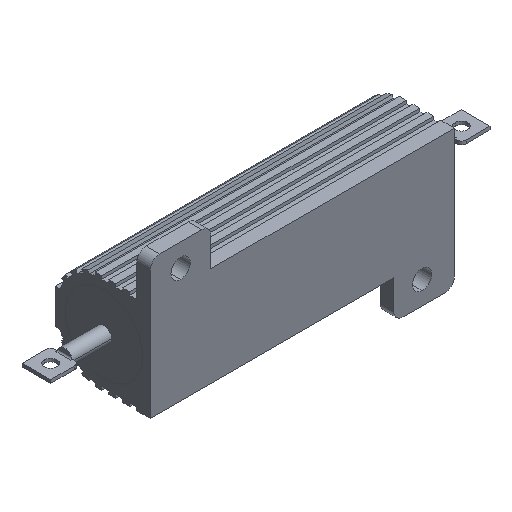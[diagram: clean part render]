
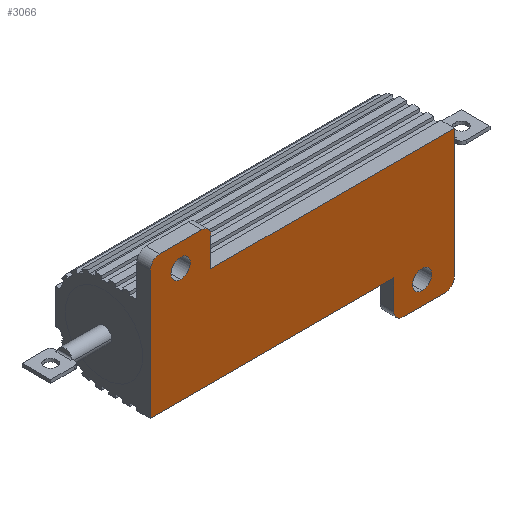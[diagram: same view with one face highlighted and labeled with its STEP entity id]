
A CAD part, isometric view. The second image highlights one B-rep face of the part: STEP entity #3066.
In plain terms, the highlighted planar face has unit normal (0, -1, 0).
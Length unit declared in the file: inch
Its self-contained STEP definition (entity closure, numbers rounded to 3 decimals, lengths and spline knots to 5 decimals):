
#61 = ORIENTED_EDGE ( 'NONE', *, *, #1049, .T. ) ;
#81 = AXIS2_PLACEMENT_3D ( 'NONE', #2912, #2164, #2864 ) ;
#195 = DIRECTION ( 'NONE',  ( 0., 1., 0. ) ) ;
#222 = CARTESIAN_POINT ( 'NONE',  ( 0.3215, 0., 1.576 ) ) ;
#279 = CARTESIAN_POINT ( 'NONE',  ( 0.422, 0., 1.772 ) ) ;
#282 = CARTESIAN_POINT ( 'NONE',  ( -0.3215, 0., 0.392 ) ) ;
#287 = AXIS2_PLACEMENT_3D ( 'NONE', #1649, #2008, #4423 ) ;
#393 = CARTESIAN_POINT ( 'NONE',  ( 0.57, 0., 1.908 ) ) ;
#406 = VERTEX_POINT ( 'NONE', #1876 ) ;
#498 = CARTESIAN_POINT ( 'NONE',  ( -0.422, 0., 0.209 ) ) ;
#505 = VECTOR ( 'NONE', #4360, 39.37008 ) ;
#540 = DIRECTION ( 'NONE',  ( 0., -1., 0. ) ) ;
#547 = CARTESIAN_POINT ( 'NONE',  ( 0.3215, 0., 1.576 ) ) ;
#574 = VECTOR ( 'NONE', #4375, 39.37008 ) ;
#649 = CIRCLE ( 'NONE', #2495, 0.0625 ) ;
#677 = CARTESIAN_POINT ( 'NONE',  ( 0.3215, 0., 0. ) ) ;
#707 = DIRECTION ( 'NONE',  ( 0., 1., 0. ) ) ;
#734 = VERTEX_POINT ( 'NONE', #1636 ) ;
#746 = CARTESIAN_POINT ( 'NONE',  ( -0.57, 0., 1.968 ) ) ;
#755 = ORIENTED_EDGE ( 'NONE', *, *, #3765, .F. ) ;
#770 = CIRCLE ( 'NONE', #1669, 0.06 ) ;
#771 = DIRECTION ( 'NONE',  ( 0., 0., 1. ) ) ;
#779 = FACE_BOUND ( 'NONE', #2346, .T. ) ;
#803 = EDGE_CURVE ( 'NONE', #1241, #2944, #2379, .T. ) ;
#814 = VERTEX_POINT ( 'NONE', #3406 ) ;
#855 = ORIENTED_EDGE ( 'NONE', *, *, #1745, .T. ) ;
#862 = CARTESIAN_POINT ( 'NONE',  ( -0.51, 0., 0. ) ) ;
#879 = DIRECTION ( 'NONE',  ( -1., 0., 0. ) ) ;
#966 = EDGE_CURVE ( 'NONE', #3401, #2567, #770, .T. ) ;
#1007 = ORIENTED_EDGE ( 'NONE', *, *, #4387, .T. ) ;
#1011 = VERTEX_POINT ( 'NONE', #2573 ) ;
#1029 = VERTEX_POINT ( 'NONE', #547 ) ;
#1040 = CIRCLE ( 'NONE', #3732, 0.06 ) ;
#1049 = EDGE_CURVE ( 'NONE', #2582, #1129, #649, .T. ) ;
#1062 = CARTESIAN_POINT ( 'NONE',  ( 0.3215, 0., 1.576 ) ) ;
#1066 = CARTESIAN_POINT ( 'NONE',  ( -0.57, 0., 0.06 ) ) ;
#1082 = CARTESIAN_POINT ( 'NONE',  ( -0.3595, 0., 0.209 ) ) ;
#1098 = LINE ( 'NONE', #222, #505 ) ;
#1105 = VERTEX_POINT ( 'NONE', #1082 ) ;
#1129 = VERTEX_POINT ( 'NONE', #1437 ) ;
#1220 = VERTEX_POINT ( 'NONE', #1391 ) ;
#1241 = VERTEX_POINT ( 'NONE', #393 ) ;
#1340 = DIRECTION ( 'NONE',  ( 1., 0., 0. ) ) ;
#1369 = CIRCLE ( 'NONE', #81, 0.0625 ) ;
#1391 = CARTESIAN_POINT ( 'NONE',  ( -0.57, 0., 0.332 ) ) ;
#1397 = EDGE_CURVE ( 'NONE', #406, #2944, #3015, .T. ) ;
#1400 = DIRECTION ( 'NONE',  ( 0., 0., -1. ) ) ;
#1410 = CARTESIAN_POINT ( 'NONE',  ( -0.57, 0., 0. ) ) ;
#1437 = CARTESIAN_POINT ( 'NONE',  ( 0.4845, 0., 1.772 ) ) ;
#1509 = ORIENTED_EDGE ( 'NONE', *, *, #4154, .T. ) ;
#1521 = CARTESIAN_POINT ( 'NONE',  ( -0.51, 0., 0.392 ) ) ;
#1530 = AXIS2_PLACEMENT_3D ( 'NONE', #498, #195, #879 ) ;
#1558 = CARTESIAN_POINT ( 'NONE',  ( -0.51, 0., 0.06 ) ) ;
#1614 = CIRCLE ( 'NONE', #1530, 0.0625 ) ;
#1636 = CARTESIAN_POINT ( 'NONE',  ( -0.3215, 0., 0.392 ) ) ;
#1649 = CARTESIAN_POINT ( 'NONE',  ( 0.51, 0., 1.908 ) ) ;
#1669 = AXIS2_PLACEMENT_3D ( 'NONE', #1558, #540, #2949 ) ;
#1676 = DIRECTION ( 'NONE',  ( 0., -1., 0. ) ) ;
#1703 = ORIENTED_EDGE ( 'NONE', *, *, #2874, .T. ) ;
#1722 = EDGE_CURVE ( 'NONE', #1029, #2287, #1098, .T. ) ;
#1745 = EDGE_CURVE ( 'NONE', #1220, #3401, #2160, .T. ) ;
#1781 = FACE_OUTER_BOUND ( 'NONE', #3660, .T. ) ;
#1804 = CARTESIAN_POINT ( 'NONE',  ( 0.51, 0., 1.576 ) ) ;
#1826 = VECTOR ( 'NONE', #1340, 39.37008 ) ;
#1876 = CARTESIAN_POINT ( 'NONE',  ( -0.3215, 0., 1.968 ) ) ;
#1973 = DIRECTION ( 'NONE',  ( -1., 0., 0. ) ) ;
#2001 = CARTESIAN_POINT ( 'NONE',  ( -0.57, 0., 1.968 ) ) ;
#2002 = CARTESIAN_POINT ( 'NONE',  ( -0.3215, 0., 0.392 ) ) ;
#2005 = EDGE_CURVE ( 'NONE', #2287, #1011, #1040, .T. ) ;
#2008 = DIRECTION ( 'NONE',  ( 0., -1., 0. ) ) ;
#2020 = CARTESIAN_POINT ( 'NONE',  ( 0.51, 0., 1.636 ) ) ;
#2022 = DIRECTION ( 'NONE',  ( 0., 0., 1. ) ) ;
#2076 = CARTESIAN_POINT ( 'NONE',  ( -0.57, 0., 1.968 ) ) ;
#2160 = LINE ( 'NONE', #746, #3304 ) ;
#2164 = DIRECTION ( 'NONE',  ( 0., 1., 0. ) ) ;
#2221 = CARTESIAN_POINT ( 'NONE',  ( 0.3595, 0., 1.772 ) ) ;
#2224 = LINE ( 'NONE', #3687, #2443 ) ;
#2242 = ORIENTED_EDGE ( 'NONE', *, *, #2662, .T. ) ;
#2287 = VERTEX_POINT ( 'NONE', #1804 ) ;
#2343 = VECTOR ( 'NONE', #1400, 39.37008 ) ;
#2346 = EDGE_LOOP ( 'NONE', ( #2242, #2578 ) ) ;
#2365 = DIRECTION ( 'NONE',  ( 0., 0., 1. ) ) ;
#2375 = AXIS2_PLACEMENT_3D ( 'NONE', #279, #3022, #1973 ) ;
#2379 = CIRCLE ( 'NONE', #287, 0.06 ) ;
#2443 = VECTOR ( 'NONE', #3662, 39.37008 ) ;
#2495 = AXIS2_PLACEMENT_3D ( 'NONE', #3680, #4007, #3321 ) ;
#2497 = FACE_BOUND ( 'NONE', #4067, .T. ) ;
#2567 = VERTEX_POINT ( 'NONE', #862 ) ;
#2573 = CARTESIAN_POINT ( 'NONE',  ( 0.57, 0., 1.636 ) ) ;
#2575 = VERTEX_POINT ( 'NONE', #1521 ) ;
#2578 = ORIENTED_EDGE ( 'NONE', *, *, #4014, .T. ) ;
#2582 = VERTEX_POINT ( 'NONE', #2221 ) ;
#2658 = ORIENTED_EDGE ( 'NONE', *, *, #803, .T. ) ;
#2662 = EDGE_CURVE ( 'NONE', #814, #1105, #1614, .T. ) ;
#2766 = EDGE_CURVE ( 'NONE', #1241, #1011, #2224, .T. ) ;
#2821 = VECTOR ( 'NONE', #3095, 39.37008 ) ;
#2831 = PLANE ( 'NONE',  #3006 ) ;
#2864 = DIRECTION ( 'NONE',  ( -1., 0., 0. ) ) ;
#2874 = EDGE_CURVE ( 'NONE', #734, #2575, #3133, .T. ) ;
#2912 = CARTESIAN_POINT ( 'NONE',  ( -0.422, 0., 0.209 ) ) ;
#2944 = VERTEX_POINT ( 'NONE', #4415 ) ;
#2949 = DIRECTION ( 'NONE',  ( 0., 0., 1. ) ) ;
#2972 = VERTEX_POINT ( 'NONE', #677 ) ;
#3006 = AXIS2_PLACEMENT_3D ( 'NONE', #2076, #707, #771 ) ;
#3015 = LINE ( 'NONE', #2001, #1826 ) ;
#3022 = DIRECTION ( 'NONE',  ( 0., 1., 0. ) ) ;
#3066 = ADVANCED_FACE ( 'NONE', ( #2497, #779, #1781 ), #2831, .F. ) ;
#3081 = DIRECTION ( 'NONE',  ( 1., 0., 0. ) ) ;
#3095 = DIRECTION ( 'NONE',  ( -1., 0., 0. ) ) ;
#3133 = LINE ( 'NONE', #2002, #2821 ) ;
#3150 = ORIENTED_EDGE ( 'NONE', *, *, #2005, .T. ) ;
#3233 = DIRECTION ( 'NONE',  ( 0., 0., -1. ) ) ;
#3262 = LINE ( 'NONE', #1062, #2343 ) ;
#3277 = EDGE_CURVE ( 'NONE', #2575, #1220, #3796, .T. ) ;
#3304 = VECTOR ( 'NONE', #3233, 39.37008 ) ;
#3321 = DIRECTION ( 'NONE',  ( -1., 0., 0. ) ) ;
#3392 = DIRECTION ( 'NONE',  ( 0., -1., 0. ) ) ;
#3401 = VERTEX_POINT ( 'NONE', #1066 ) ;
#3406 = CARTESIAN_POINT ( 'NONE',  ( -0.4845, 0., 0.209 ) ) ;
#3428 = CARTESIAN_POINT ( 'NONE',  ( -0.51, 0., 0.332 ) ) ;
#3443 = ORIENTED_EDGE ( 'NONE', *, *, #1397, .F. ) ;
#3660 = EDGE_LOOP ( 'NONE', ( #1703, #3887, #855, #3922, #1007, #4041, #4435, #3150, #4256, #2658, #3443, #755 ) ) ;
#3662 = DIRECTION ( 'NONE',  ( 0., 0., -1. ) ) ;
#3680 = CARTESIAN_POINT ( 'NONE',  ( 0.422, 0., 1.772 ) ) ;
#3687 = CARTESIAN_POINT ( 'NONE',  ( 0.57, 0., 1.968 ) ) ;
#3732 = AXIS2_PLACEMENT_3D ( 'NONE', #2020, #3392, #2365 ) ;
#3765 = EDGE_CURVE ( 'NONE', #734, #406, #4013, .T. ) ;
#3796 = CIRCLE ( 'NONE', #3827, 0.06 ) ;
#3822 = EDGE_CURVE ( 'NONE', #1029, #2972, #3262, .T. ) ;
#3827 = AXIS2_PLACEMENT_3D ( 'NONE', #3428, #1676, #2022 ) ;
#3855 = LINE ( 'NONE', #1410, #4112 ) ;
#3887 = ORIENTED_EDGE ( 'NONE', *, *, #3277, .T. ) ;
#3922 = ORIENTED_EDGE ( 'NONE', *, *, #966, .T. ) ;
#4007 = DIRECTION ( 'NONE',  ( 0., 1., 0. ) ) ;
#4013 = LINE ( 'NONE', #282, #574 ) ;
#4014 = EDGE_CURVE ( 'NONE', #1105, #814, #1369, .T. ) ;
#4041 = ORIENTED_EDGE ( 'NONE', *, *, #3822, .F. ) ;
#4067 = EDGE_LOOP ( 'NONE', ( #61, #1509 ) ) ;
#4112 = VECTOR ( 'NONE', #3081, 39.37008 ) ;
#4154 = EDGE_CURVE ( 'NONE', #1129, #2582, #4334, .T. ) ;
#4256 = ORIENTED_EDGE ( 'NONE', *, *, #2766, .F. ) ;
#4334 = CIRCLE ( 'NONE', #2375, 0.0625 ) ;
#4360 = DIRECTION ( 'NONE',  ( 1., 0., 0. ) ) ;
#4375 = DIRECTION ( 'NONE',  ( 0., 0., 1. ) ) ;
#4387 = EDGE_CURVE ( 'NONE', #2567, #2972, #3855, .T. ) ;
#4415 = CARTESIAN_POINT ( 'NONE',  ( 0.51, 0., 1.968 ) ) ;
#4423 = DIRECTION ( 'NONE',  ( 0., 0., 1. ) ) ;
#4435 = ORIENTED_EDGE ( 'NONE', *, *, #1722, .T. ) ;
